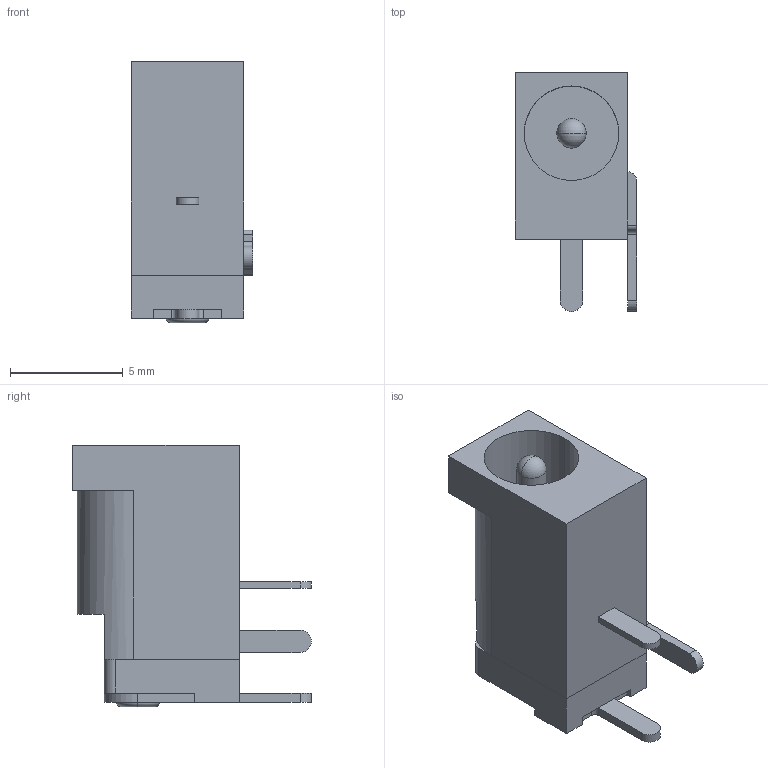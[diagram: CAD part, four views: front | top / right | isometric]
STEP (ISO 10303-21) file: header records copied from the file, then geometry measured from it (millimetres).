
FILE_DESCRIPTION (( 'STEP AP214' ), '1' );
FILE_NAME ('CUI_DEVICES_PJ-031D.step', '2023-02-25T06:06:04', ( '' ), ( '' ), 'SwSTEP 2.0', 'SolidWorks 2021', '' );
FILE_SCHEMA (( 'AUTOMOTIVE_DESIGN' ));
Length unit declared in the file: inch
Products named in the file (6): CUI_DEVICES_PJ-031D; CUI_DEVICES_PJ-031D4.step; CUI_DEVICES_PJ-031D3.step; CUI_DEVICES_PJ-031D2.step; CUI_DEVICES_PJ-031D1.step; CUI_DEVICES_PJ-031D5.step
Assembly tree (5 placements, depth 2):
  CUI_DEVICES_PJ-031D
    CUI_DEVICES_PJ-031D1.step
    CUI_DEVICES_PJ-031D2.step
    CUI_DEVICES_PJ-031D3.step
    CUI_DEVICES_PJ-031D4.step
    CUI_DEVICES_PJ-031D5.step
Bounding box: 5.4 x 10.6 x 11.6 mm (x, y, z)
Volume: 287.8 mm3; surface area: 586.2 mm2
Topology: 5 solids, 5 shells, 66 faces, 162 edges, 107 vertices
Faces by surface type: plane 44, cylinder 18, torus 2, sphere 2
Entity records: 2519 total; most frequent: DIRECTION 352, CARTESIAN_POINT 337, ORIENTED_EDGE 316, EDGE_CURVE 158, AXIS2_PLACEMENT_3D 120, VECTOR 112, LINE 112, VERTEX_POINT 105
